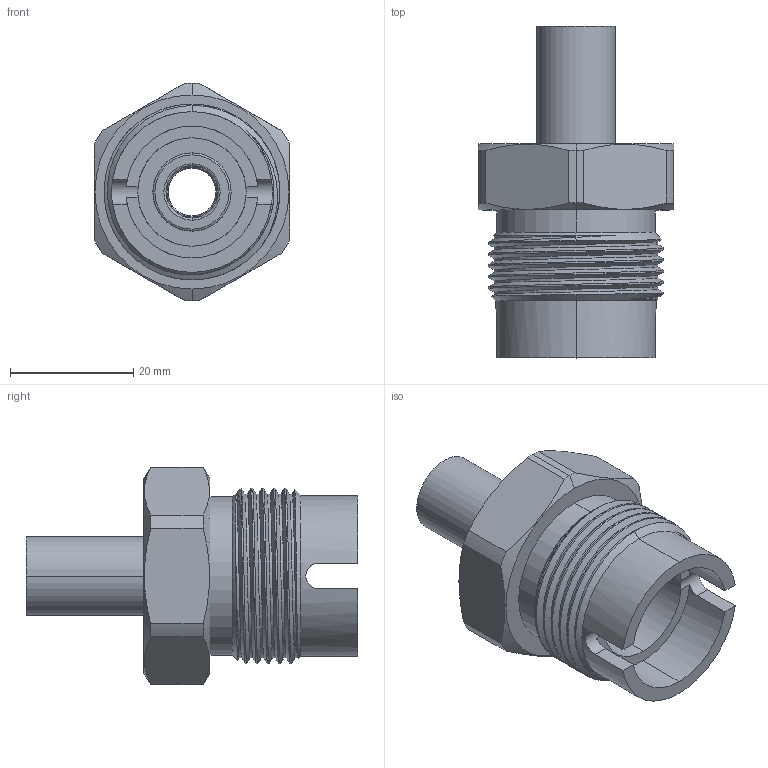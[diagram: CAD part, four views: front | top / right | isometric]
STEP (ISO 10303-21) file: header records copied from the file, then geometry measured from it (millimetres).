
FILE_DESCRIPTION (( 'STEP AP203' ), '1' );
FILE_NAME ('AD-718MSS-8TS.STEP', '2025-10-14T12:24:36', ( '' ), ( '' ), 'SwSTEP 2.0', 'SolidWorks 2018', '' );
FILE_SCHEMA (( 'CONFIG_CONTROL_DESIGN' ));
Length unit declared in the file: inch
Products named in the file (1): AD-718MSS-8TS
Bounding box: 31.75 x 53.85 x 35.31 mm (x, y, z)
Volume: 17869.5 mm3; surface area: 8022.5 mm2
Topology: 1 solids, 1 shells, 159 faces, 414 edges, 271 vertices
Faces by surface type: plane 60, bspline 43, cylinder 39, cone 13, torus 4
Entity records: 8843 total; most frequent: CARTESIAN_POINT 5203, ORIENTED_EDGE 828, DIRECTION 591, EDGE_CURVE 414, VERTEX_POINT 271, VECTOR 203, LINE 203, AXIS2_PLACEMENT_3D 194
